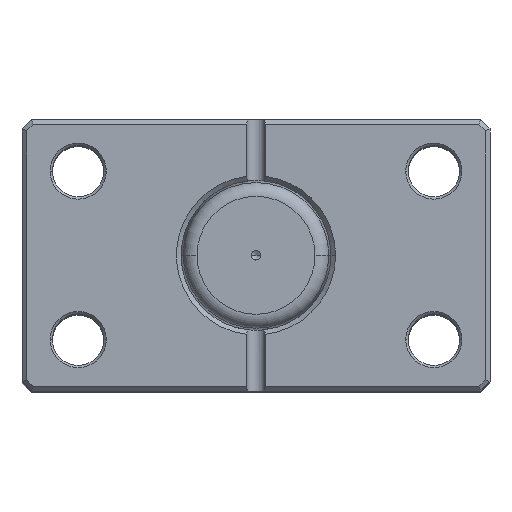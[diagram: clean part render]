
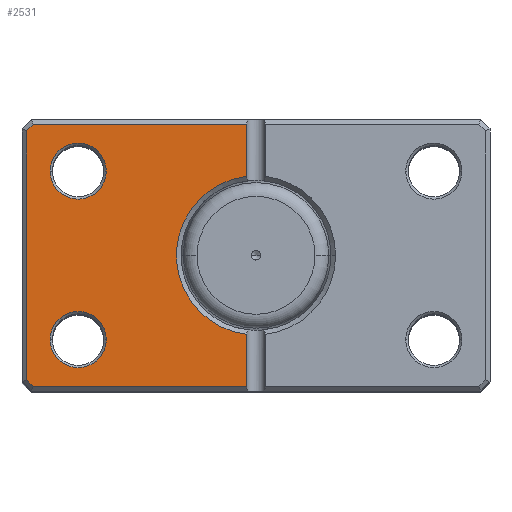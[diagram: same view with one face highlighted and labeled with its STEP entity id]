
A CAD part, top view. The second image highlights one B-rep face of the part: STEP entity #2531.
In plain terms, the highlighted face is planar.
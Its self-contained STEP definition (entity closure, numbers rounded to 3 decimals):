
#89 = ORIENTED_EDGE ( 'NONE', *, *, #5442, .T. ) ;
#107 = CARTESIAN_POINT ( 'NONE',  ( 38., -18., 0. ) ) ;
#133 = CIRCLE ( 'NONE', #2026, 6. ) ;
#179 = DIRECTION ( 'NONE',  ( 1., 0., 0. ) ) ;
#242 = CARTESIAN_POINT ( 'NONE',  ( 38., -18., 0. ) ) ;
#314 = CARTESIAN_POINT ( 'NONE',  ( 32., -18., 0. ) ) ;
#316 = VECTOR ( 'NONE', #6213, 1000. ) ;
#491 = CIRCLE ( 'NONE', #764, 6. ) ;
#523 = ORIENTED_EDGE ( 'NONE', *, *, #3626, .T. ) ;
#556 = CIRCLE ( 'NONE', #1951, 6. ) ;
#572 = AXIS2_PLACEMENT_3D ( 'NONE', #107, #3702, #645 ) ;
#621 = CARTESIAN_POINT ( 'NONE',  ( 2., -16.882, 0. ) ) ;
#626 = CARTESIAN_POINT ( 'NONE',  ( 49., 0., 0. ) ) ;
#645 = DIRECTION ( 'NONE',  ( 1., 0., 0. ) ) ;
#691 = ORIENTED_EDGE ( 'NONE', *, *, #3674, .T. ) ;
#713 = EDGE_LOOP ( 'NONE', ( #3868, #6057, #4875, #3790, #1598, #523, #3260, #691 ) ) ;
#722 = CARTESIAN_POINT ( 'NONE',  ( 38., 18., 0. ) ) ;
#723 = LINE ( 'NONE', #1614, #1967 ) ;
#764 = AXIS2_PLACEMENT_3D ( 'NONE', #722, #4266, #1263 ) ;
#794 = CARTESIAN_POINT ( 'NONE',  ( 37.793, 37.793, 0. ) ) ;
#921 = FACE_OUTER_BOUND ( 'NONE', #713, .T. ) ;
#1043 = EDGE_LOOP ( 'NONE', ( #89, #1182 ) ) ;
#1070 = LINE ( 'NONE', #4635, #2134 ) ;
#1081 = CARTESIAN_POINT ( 'NONE',  ( 49., -26.586, 0. ) ) ;
#1182 = ORIENTED_EDGE ( 'NONE', *, *, #3579, .T. ) ;
#1260 = DIRECTION ( 'NONE',  ( 0., 0., 1. ) ) ;
#1263 = DIRECTION ( 'NONE',  ( 1., 0., 0. ) ) ;
#1290 = CARTESIAN_POINT ( 'NONE',  ( 32., 18., 0. ) ) ;
#1341 = CARTESIAN_POINT ( 'NONE',  ( 44., -18., 0. ) ) ;
#1351 = CARTESIAN_POINT ( 'NONE',  ( 0., -28., 0. ) ) ;
#1439 = CARTESIAN_POINT ( 'NONE',  ( 47.586, 28., 0. ) ) ;
#1525 = DIRECTION ( 'NONE',  ( 1., 0., 0. ) ) ;
#1570 = VERTEX_POINT ( 'NONE', #314 ) ;
#1598 = ORIENTED_EDGE ( 'NONE', *, *, #3690, .T. ) ;
#1614 = CARTESIAN_POINT ( 'NONE',  ( 2., 29., 0. ) ) ;
#1624 = CARTESIAN_POINT ( 'NONE',  ( 37.793, -37.793, 0. ) ) ;
#1845 = DIRECTION ( 'NONE',  ( 0.707, -0.707, 0. ) ) ;
#1951 = AXIS2_PLACEMENT_3D ( 'NONE', #242, #5815, #4754 ) ;
#1965 = AXIS2_PLACEMENT_3D ( 'NONE', #6256, #3950, #6002 ) ;
#1967 = VECTOR ( 'NONE', #6233, 1000. ) ;
#2026 = AXIS2_PLACEMENT_3D ( 'NONE', #6244, #1260, #1525 ) ;
#2049 = CARTESIAN_POINT ( 'NONE',  ( 2., 28., 0. ) ) ;
#2061 = CIRCLE ( 'NONE', #572, 6. ) ;
#2118 = DIRECTION ( 'NONE',  ( 0., -1., 0. ) ) ;
#2134 = VECTOR ( 'NONE', #4895, 1000. ) ;
#2279 = LINE ( 'NONE', #794, #4759 ) ;
#2383 = AXIS2_PLACEMENT_3D ( 'NONE', #5242, #4181, #179 ) ;
#2408 = VERTEX_POINT ( 'NONE', #1290 ) ;
#2420 = CARTESIAN_POINT ( 'NONE',  ( 2., -28., 0. ) ) ;
#2445 = CARTESIAN_POINT ( 'NONE',  ( 49., 26.586, 0. ) ) ;
#2493 = VERTEX_POINT ( 'NONE', #2420 ) ;
#2531 = ADVANCED_FACE ( 'NONE', ( #6405, #6250, #921 ), #6220, .F. ) ;
#2792 = VERTEX_POINT ( 'NONE', #1081 ) ;
#2874 = ORIENTED_EDGE ( 'NONE', *, *, #5684, .T. ) ;
#3030 = VERTEX_POINT ( 'NONE', #2049 ) ;
#3065 = LINE ( 'NONE', #1624, #316 ) ;
#3097 = VERTEX_POINT ( 'NONE', #621 ) ;
#3260 = ORIENTED_EDGE ( 'NONE', *, *, #3531, .T. ) ;
#3305 = CIRCLE ( 'NONE', #1965, 17. ) ;
#3436 = VERTEX_POINT ( 'NONE', #3533 ) ;
#3449 = LINE ( 'NONE', #3742, #5786 ) ;
#3531 = EDGE_CURVE ( 'NONE', #2792, #3745, #3065, .T. ) ;
#3533 = CARTESIAN_POINT ( 'NONE',  ( 2., 16.882, 0. ) ) ;
#3572 = CARTESIAN_POINT ( 'NONE',  ( 44., 18., 0. ) ) ;
#3579 = EDGE_CURVE ( 'NONE', #6402, #2408, #133, .T. ) ;
#3603 = VECTOR ( 'NONE', #3857, 1000. ) ;
#3626 = EDGE_CURVE ( 'NONE', #5261, #2792, #5080, .T. ) ;
#3674 = EDGE_CURVE ( 'NONE', #3745, #2493, #6239, .T. ) ;
#3690 = EDGE_CURVE ( 'NONE', #4824, #5261, #2279, .T. ) ;
#3702 = DIRECTION ( 'NONE',  ( 0., 0., 1. ) ) ;
#3703 = EDGE_CURVE ( 'NONE', #3030, #4824, #1070, .T. ) ;
#3712 = EDGE_CURVE ( 'NONE', #3436, #3030, #723, .T. ) ;
#3714 = EDGE_CURVE ( 'NONE', #3097, #3436, #3305, .T. ) ;
#3720 = EDGE_CURVE ( 'NONE', #2493, #3097, #3449, .T. ) ;
#3722 = EDGE_CURVE ( 'NONE', #6181, #1570, #556, .T. ) ;
#3742 = CARTESIAN_POINT ( 'NONE',  ( 2., 29., 0. ) ) ;
#3745 = VERTEX_POINT ( 'NONE', #6098 ) ;
#3750 = VECTOR ( 'NONE', #2118, 1000. ) ;
#3790 = ORIENTED_EDGE ( 'NONE', *, *, #3703, .T. ) ;
#3857 = DIRECTION ( 'NONE',  ( -1., 0., 0. ) ) ;
#3868 = ORIENTED_EDGE ( 'NONE', *, *, #3720, .T. ) ;
#3874 = ORIENTED_EDGE ( 'NONE', *, *, #3722, .T. ) ;
#3950 = DIRECTION ( 'NONE',  ( 0., 0., 1. ) ) ;
#4181 = DIRECTION ( 'NONE',  ( 0., 0., 1. ) ) ;
#4266 = DIRECTION ( 'NONE',  ( 0., 0., 1. ) ) ;
#4635 = CARTESIAN_POINT ( 'NONE',  ( 0., 28., 0. ) ) ;
#4754 = DIRECTION ( 'NONE',  ( 1., 0., 0. ) ) ;
#4759 = VECTOR ( 'NONE', #1845, 1000. ) ;
#4824 = VERTEX_POINT ( 'NONE', #1439 ) ;
#4875 = ORIENTED_EDGE ( 'NONE', *, *, #3712, .T. ) ;
#4895 = DIRECTION ( 'NONE',  ( 1., 0., 0. ) ) ;
#5080 = LINE ( 'NONE', #626, #3750 ) ;
#5242 = CARTESIAN_POINT ( 'NONE',  ( 0., 0., 0. ) ) ;
#5261 = VERTEX_POINT ( 'NONE', #2445 ) ;
#5442 = EDGE_CURVE ( 'NONE', #2408, #6402, #491, .T. ) ;
#5470 = EDGE_LOOP ( 'NONE', ( #2874, #3874 ) ) ;
#5684 = EDGE_CURVE ( 'NONE', #1570, #6181, #2061, .T. ) ;
#5786 = VECTOR ( 'NONE', #6124, 1000. ) ;
#5815 = DIRECTION ( 'NONE',  ( 0., 0., 1. ) ) ;
#6002 = DIRECTION ( 'NONE',  ( 1., 0., 0. ) ) ;
#6057 = ORIENTED_EDGE ( 'NONE', *, *, #3714, .T. ) ;
#6098 = CARTESIAN_POINT ( 'NONE',  ( 47.586, -28., 0. ) ) ;
#6124 = DIRECTION ( 'NONE',  ( 0., 1., 0. ) ) ;
#6181 = VERTEX_POINT ( 'NONE', #1341 ) ;
#6213 = DIRECTION ( 'NONE',  ( -0.707, -0.707, 0. ) ) ;
#6220 = PLANE ( 'NONE',  #2383 ) ;
#6233 = DIRECTION ( 'NONE',  ( 0., 1., 0. ) ) ;
#6239 = LINE ( 'NONE', #1351, #3603 ) ;
#6244 = CARTESIAN_POINT ( 'NONE',  ( 38., 18., 0. ) ) ;
#6250 = FACE_BOUND ( 'NONE', #1043, .T. ) ;
#6256 = CARTESIAN_POINT ( 'NONE',  ( 0., 0., 0. ) ) ;
#6402 = VERTEX_POINT ( 'NONE', #3572 ) ;
#6405 = FACE_BOUND ( 'NONE', #5470, .T. ) ;
